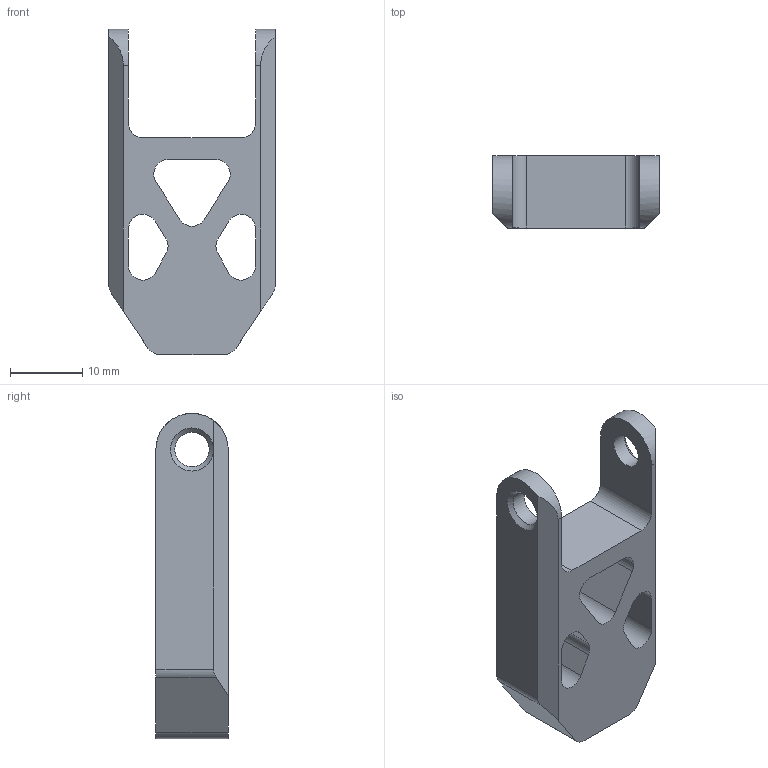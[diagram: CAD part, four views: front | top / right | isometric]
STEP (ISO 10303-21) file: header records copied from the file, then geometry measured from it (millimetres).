
FILE_DESCRIPTION(/* description */ ('STEP AP214'),/* implementation_level */ '2;1');
FILE_NAME(/* name */ '66957d73b3d6787b3fd140b6',/* time_stamp */ '2024-07-15T19:50:11Z',/* author */ (''),/* organization */ (''),/* preprocessor_version */ 'ST-DEVELOPER v20',/* originating_system */ ' ',/* authorisation */ ' ');
FILE_SCHEMA (('AUTOMOTIVE_DESIGN {1 0 10303 214 3 1 1}'));
Length unit declared in the file: metre
Products named in the file (1): NR_Joint_Little
Bounding box: 23 x 10 x 45 mm (x, y, z)
Volume: 5248.3 mm3; surface area: 3522.9 mm2
Topology: 1 solids, 1 shells, 44 faces, 124 edges, 82 vertices
Faces by surface type: plane 21, cylinder 20, cone 3
Full cylindrical faces by diameter (mm): 4.2 x1, 4.763 x2
Entity records: 1442 total; most frequent: DIRECTION 250, CARTESIAN_POINT 242, ORIENTED_EDGE 232, EDGE_CURVE 116, AXIS2_PLACEMENT_3D 89, VERTEX_POINT 81, LINE 72, VECTOR 72
